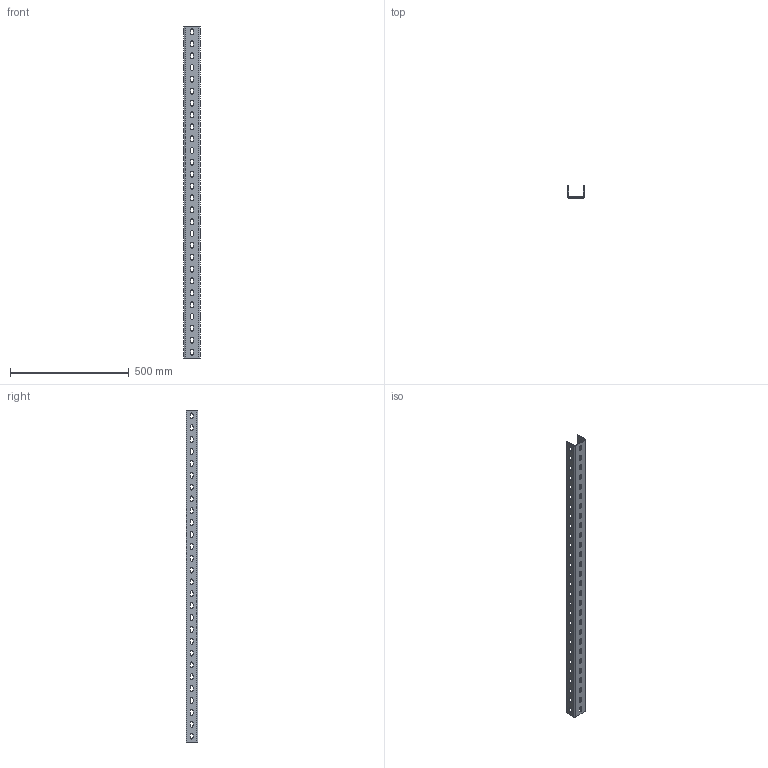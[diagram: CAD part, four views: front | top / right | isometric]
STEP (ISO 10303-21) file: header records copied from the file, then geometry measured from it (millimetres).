
FILE_DESCRIPTION (( 'STEP AP214' ), '1' );
FILE_NAME ('Äåòàë1400.STEP', '2023-04-03T09:00:36', ( '' ), ( '' ), 'SwSTEP 2.0', 'SolidWorks 2022', '' );
FILE_SCHEMA (( 'AUTOMOTIVE_DESIGN' ));
Length unit declared in the file: millimetre
Products named in the file (1): Детал1400
Bounding box: 70 x 50 x 1400 mm (x, y, z)
Volume: 794238.3 mm3; surface area: 431182.4 mm2
Topology: 1 solids, 1 shells, 434 faces, 1296 edges, 864 vertices
Faces by surface type: cylinder 256, plane 178
Entity records: 15162 total; most frequent: DIRECTION 2678, CARTESIAN_POINT 2595, ORIENTED_EDGE 2592, EDGE_CURVE 1296, AXIS2_PLACEMENT_3D 947, VERTEX_POINT 864, VECTOR 784, LINE 784
